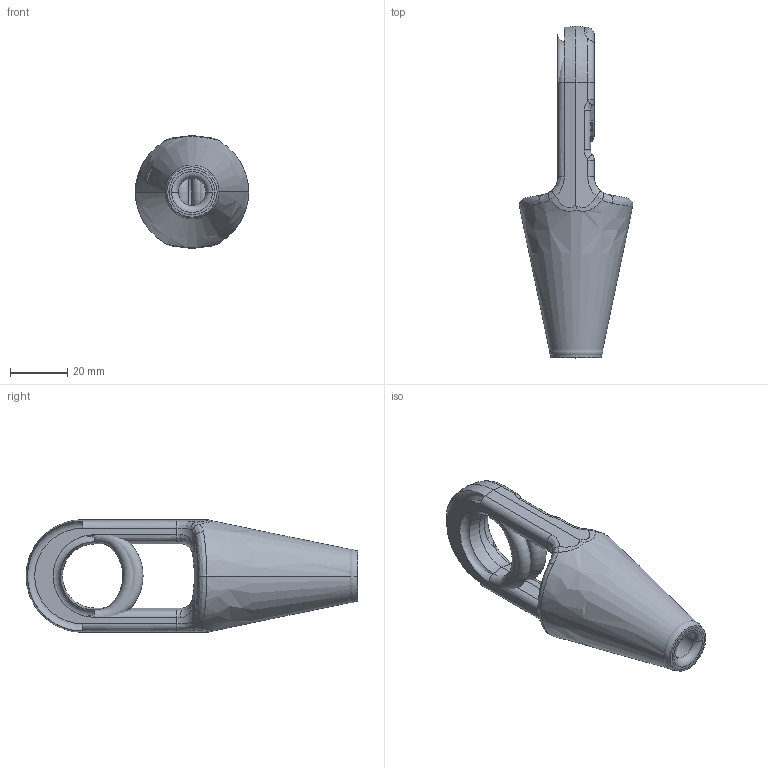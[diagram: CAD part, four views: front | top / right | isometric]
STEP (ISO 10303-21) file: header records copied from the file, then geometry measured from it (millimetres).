
FILE_DESCRIPTION((''),'2;1');
FILE_NAME('CROSBY_417_025_1039897-1039904','2011-08-31T',('Alan Doughty'),('The Crosby Group LLC'),'PRO/ENGINEER BY PARAMETRIC TECHNOLOGY CORPORATION, 2010230','PRO/ENGINEER BY PARAMETRIC TECHNOLOGY CORPORATION, 2010230','');
FILE_SCHEMA(('CONFIG_CONTROL_DESIGN'));
Length unit declared in the file: inch
Products named in the file (1): CROSBY_417_025_1039897-1039904
Bounding box: 39.62 x 115.86 x 39.37 mm (x, y, z)
Surface area: 25718 mm2 (no closed solid volume)
Topology: 0 solids, 0 shells, 279 faces, 1480 edges, 1470 vertices
Faces by surface type: bspline 267, torus 12
Entity records: 23568 total; most frequent: CARTESIAN_POINT 11619, DIRECTION 1604, TRIMMED_CURVE 1461, DEFINITIONAL_REPRESENTATION 1460, PCURVE 1460, COMPOSITE_CURVE_SEGMENT 1460, VECTOR 1342, LINE 1342
